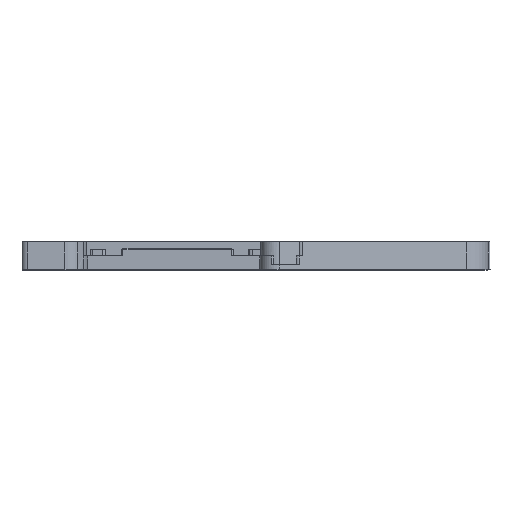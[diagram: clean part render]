
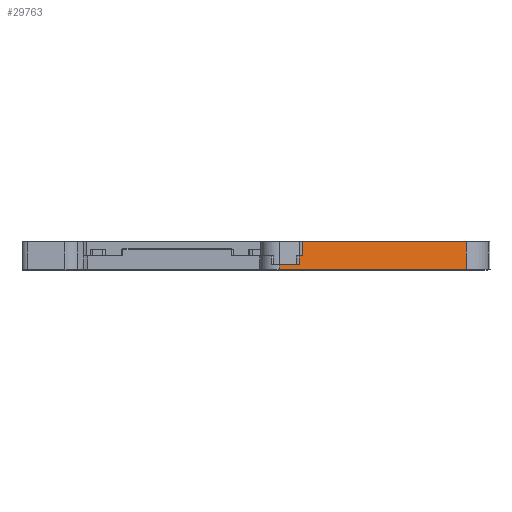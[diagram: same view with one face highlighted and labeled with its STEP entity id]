
A CAD part, front view. The second image highlights one B-rep face of the part: STEP entity #29763.
In plain terms, the highlighted planar face has unit normal (0.207, -0.978, 0).
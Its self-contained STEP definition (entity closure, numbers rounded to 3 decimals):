
#1 = CARTESIAN_POINT ( 'NONE',  ( 16.068, -42.416, 2.6 ) ) ;
#691 = CARTESIAN_POINT ( 'NONE',  ( 9.258, -43.854, 5.15 ) ) ;
#725 = CARTESIAN_POINT ( 'NONE',  ( 16.583, -42.307, 5.15 ) ) ;
#927 = VERTEX_POINT ( 'NONE', #725 ) ;
#1427 = ORIENTED_EDGE ( 'NONE', *, *, #3912, .T. ) ;
#1604 = CARTESIAN_POINT ( 'NONE',  ( 12.483, -43.173, 1. ) ) ;
#1624 = ORIENTED_EDGE ( 'NONE', *, *, #15989, .F. ) ;
#1637 = VECTOR ( 'NONE', #9708, 1000. ) ;
#1807 = VERTEX_POINT ( 'NONE', #9786 ) ;
#2456 = VECTOR ( 'NONE', #30081, 1000. ) ;
#2867 = LINE ( 'NONE', #5406, #4049 ) ;
#3102 = DIRECTION ( 'NONE',  ( 0., 0., 1. ) ) ;
#3759 = CARTESIAN_POINT ( 'NONE',  ( 12.483, -43.173, 0.15 ) ) ;
#3858 = LINE ( 'NONE', #31810, #4122 ) ;
#3912 = EDGE_CURVE ( 'NONE', #28956, #34028, #2867, .T. ) ;
#4049 = VECTOR ( 'NONE', #16372, 1000. ) ;
#4062 = LINE ( 'NONE', #15047, #8554 ) ;
#4122 = VECTOR ( 'NONE', #4584, 1000. ) ;
#4584 = DIRECTION ( 'NONE',  ( 0., 0., -1. ) ) ;
#5393 = LINE ( 'NONE', #18319, #2456 ) ;
#5406 = CARTESIAN_POINT ( 'NONE',  ( 12.483, -43.173, 5.15 ) ) ;
#6591 = ORIENTED_EDGE ( 'NONE', *, *, #27458, .F. ) ;
#7624 = VECTOR ( 'NONE', #29116, 1000. ) ;
#7707 = ORIENTED_EDGE ( 'NONE', *, *, #18678, .F. ) ;
#7789 = EDGE_CURVE ( 'NONE', #22442, #11908, #4062, .T. ) ;
#8554 = VECTOR ( 'NONE', #26038, 1000. ) ;
#8630 = ORIENTED_EDGE ( 'NONE', *, *, #7789, .T. ) ;
#9708 = DIRECTION ( 'NONE',  ( 0.978, 0.207, 0. ) ) ;
#9786 = CARTESIAN_POINT ( 'NONE',  ( 46.12, -36.071, 0.15 ) ) ;
#11908 = VERTEX_POINT ( 'NONE', #1 ) ;
#12301 = ORIENTED_EDGE ( 'NONE', *, *, #13668, .F. ) ;
#13154 = DIRECTION ( 'NONE',  ( 0., 0., 1. ) ) ;
#13668 = EDGE_CURVE ( 'NONE', #1807, #34028, #31313, .T. ) ;
#14141 = VECTOR ( 'NONE', #22649, 1000. ) ;
#15047 = CARTESIAN_POINT ( 'NONE',  ( 9.258, -43.854, 2.6 ) ) ;
#15989 = EDGE_CURVE ( 'NONE', #28956, #16233, #33871, .T. ) ;
#16056 = CARTESIAN_POINT ( 'NONE',  ( 16.583, -42.307, -4.095 ) ) ;
#16233 = VERTEX_POINT ( 'NONE', #33104 ) ;
#16372 = DIRECTION ( 'NONE',  ( 0., 0., -1. ) ) ;
#16893 = CARTESIAN_POINT ( 'NONE',  ( 12.483, -43.173, 1. ) ) ;
#18319 = CARTESIAN_POINT ( 'NONE',  ( 16.068, -42.416, 5.15 ) ) ;
#18678 = EDGE_CURVE ( 'NONE', #23277, #1807, #3858, .T. ) ;
#19281 = VECTOR ( 'NONE', #13154, 1000. ) ;
#19984 = FACE_OUTER_BOUND ( 'NONE', #21999, .T. ) ;
#21565 = ORIENTED_EDGE ( 'NONE', *, *, #24956, .T. ) ;
#21999 = EDGE_LOOP ( 'NONE', ( #6591, #8630, #21565, #1624, #1427, #12301, #7707, #25541 ) ) ;
#22442 = VERTEX_POINT ( 'NONE', #24144 ) ;
#22524 = DIRECTION ( 'NONE',  ( -0.207, 0.978, 0. ) ) ;
#22649 = DIRECTION ( 'NONE',  ( 0.978, 0.207, 0. ) ) ;
#23277 = VERTEX_POINT ( 'NONE', #24739 ) ;
#24144 = CARTESIAN_POINT ( 'NONE',  ( 16.583, -42.307, 2.6 ) ) ;
#24739 = CARTESIAN_POINT ( 'NONE',  ( 46.12, -36.071, 5.15 ) ) ;
#24956 = EDGE_CURVE ( 'NONE', #11908, #16233, #5393, .T. ) ;
#25541 = ORIENTED_EDGE ( 'NONE', *, *, #28947, .F. ) ;
#26038 = DIRECTION ( 'NONE',  ( -0.978, -0.207, 0. ) ) ;
#27458 = EDGE_CURVE ( 'NONE', #22442, #927, #32472, .T. ) ;
#28016 = AXIS2_PLACEMENT_3D ( 'NONE', #28108, #22524, #3102 ) ;
#28108 = CARTESIAN_POINT ( 'NONE',  ( 9.258, -43.854, 5.15 ) ) ;
#28947 = EDGE_CURVE ( 'NONE', #927, #23277, #30948, .T. ) ;
#28954 = CARTESIAN_POINT ( 'NONE',  ( 9.258, -43.854, 0.15 ) ) ;
#28956 = VERTEX_POINT ( 'NONE', #16893 ) ;
#29116 = DIRECTION ( 'NONE',  ( -0.978, -0.207, 0. ) ) ;
#29763 = ADVANCED_FACE ( 'NONE', ( #19984 ), #30831, .F. ) ;
#30081 = DIRECTION ( 'NONE',  ( 0., 0., -1. ) ) ;
#30831 = PLANE ( 'NONE',  #28016 ) ;
#30948 = LINE ( 'NONE', #691, #14141 ) ;
#31313 = LINE ( 'NONE', #28954, #7624 ) ;
#31810 = CARTESIAN_POINT ( 'NONE',  ( 46.12, -36.071, 5.15 ) ) ;
#32472 = LINE ( 'NONE', #16056, #19281 ) ;
#33104 = CARTESIAN_POINT ( 'NONE',  ( 16.068, -42.416, 1. ) ) ;
#33871 = LINE ( 'NONE', #1604, #1637 ) ;
#34028 = VERTEX_POINT ( 'NONE', #3759 ) ;
